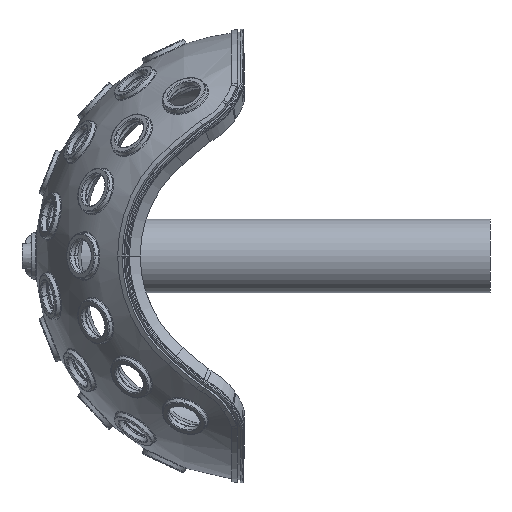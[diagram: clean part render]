
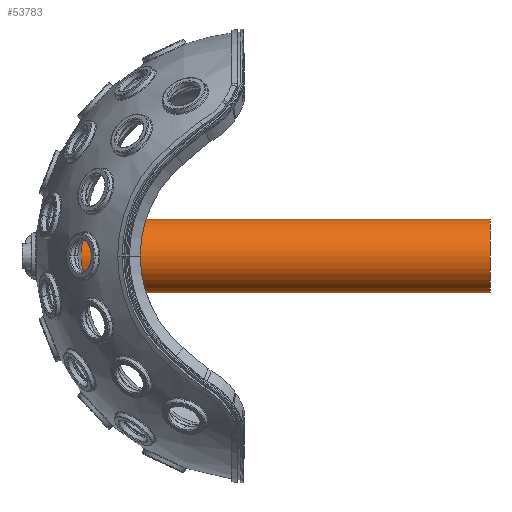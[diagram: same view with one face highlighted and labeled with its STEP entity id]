
A CAD part, front view. The second image highlights one B-rep face of the part: STEP entity #53783.
In plain terms, the highlighted cylindrical face has radius 19.752 mm (diameter 39.504 mm), a partial arc.
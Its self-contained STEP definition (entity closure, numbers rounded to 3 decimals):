
#743 = CARTESIAN_POINT ( 'NONE',  ( 123.715, 0., 0. ) ) ;
#5180 = AXIS2_PLACEMENT_3D ( 'NONE', #49107, #36298, #18722 ) ;
#6298 = CYLINDRICAL_SURFACE ( 'NONE', #18683, 19.752 ) ;
#13603 = DIRECTION ( 'NONE',  ( 0., 0., -1. ) ) ;
#14441 = ORIENTED_EDGE ( 'NONE', *, *, #35321, .T. ) ;
#15017 = CARTESIAN_POINT ( 'NONE',  ( 351.949, 0., 19.752 ) ) ;
#15128 = LINE ( 'NONE', #33530, #38267 ) ;
#16890 = CARTESIAN_POINT ( 'NONE',  ( 351.949, 0., -19.752 ) ) ;
#18683 = AXIS2_PLACEMENT_3D ( 'NONE', #30743, #23948, #43548 ) ;
#18722 = DIRECTION ( 'NONE',  ( 0., 0., -1. ) ) ;
#19802 = CARTESIAN_POINT ( 'NONE',  ( 123.715, 0., 19.752 ) ) ;
#20581 = CIRCLE ( 'NONE', #5180, 19.752 ) ;
#21309 = VERTEX_POINT ( 'NONE', #15017 ) ;
#23948 = DIRECTION ( 'NONE',  ( -1., 0., 0. ) ) ;
#24317 = CARTESIAN_POINT ( 'NONE',  ( 123.715, 0., -19.752 ) ) ;
#30743 = CARTESIAN_POINT ( 'NONE',  ( 351.949, 0., 0. ) ) ;
#33530 = CARTESIAN_POINT ( 'NONE',  ( 351.949, 0., 19.752 ) ) ;
#35321 = EDGE_CURVE ( 'NONE', #46063, #42055, #79053, .T. ) ;
#36298 = DIRECTION ( 'NONE',  ( 1., 0., 0. ) ) ;
#38267 = VECTOR ( 'NONE', #57933, 1000. ) ;
#39033 = EDGE_CURVE ( 'NONE', #39210, #42055, #73289, .T. ) ;
#39210 = VERTEX_POINT ( 'NONE', #16890 ) ;
#42055 = VERTEX_POINT ( 'NONE', #24317 ) ;
#43548 = DIRECTION ( 'NONE',  ( 0., 0., 1. ) ) ;
#46063 = VERTEX_POINT ( 'NONE', #19802 ) ;
#46718 = EDGE_CURVE ( 'NONE', #21309, #39210, #20581, .T. ) ;
#47094 = AXIS2_PLACEMENT_3D ( 'NONE', #743, #74439, #13603 ) ;
#49107 = CARTESIAN_POINT ( 'NONE',  ( 351.949, 0., 0. ) ) ;
#53669 = CARTESIAN_POINT ( 'NONE',  ( 351.949, 0., -19.752 ) ) ;
#53783 = ADVANCED_FACE ( 'NONE', ( #73563 ), #6298, .T. ) ;
#57933 = DIRECTION ( 'NONE',  ( -1., 0., 0. ) ) ;
#65182 = EDGE_LOOP ( 'NONE', ( #76831, #78002, #68846, #14441 ) ) ;
#65705 = DIRECTION ( 'NONE',  ( -1., 0., 0. ) ) ;
#68846 = ORIENTED_EDGE ( 'NONE', *, *, #78992, .T. ) ;
#72707 = VECTOR ( 'NONE', #65705, 1000. ) ;
#73289 = LINE ( 'NONE', #53669, #72707 ) ;
#73563 = FACE_OUTER_BOUND ( 'NONE', #65182, .T. ) ;
#74439 = DIRECTION ( 'NONE',  ( 1., 0., 0. ) ) ;
#76831 = ORIENTED_EDGE ( 'NONE', *, *, #39033, .F. ) ;
#78002 = ORIENTED_EDGE ( 'NONE', *, *, #46718, .F. ) ;
#78992 = EDGE_CURVE ( 'NONE', #21309, #46063, #15128, .T. ) ;
#79053 = CIRCLE ( 'NONE', #47094, 19.752 ) ;
